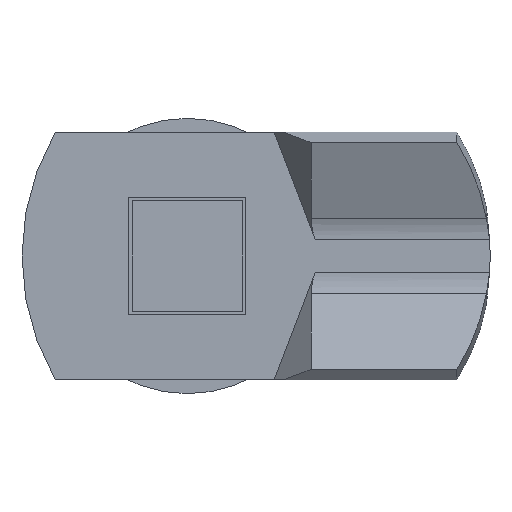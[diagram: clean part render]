
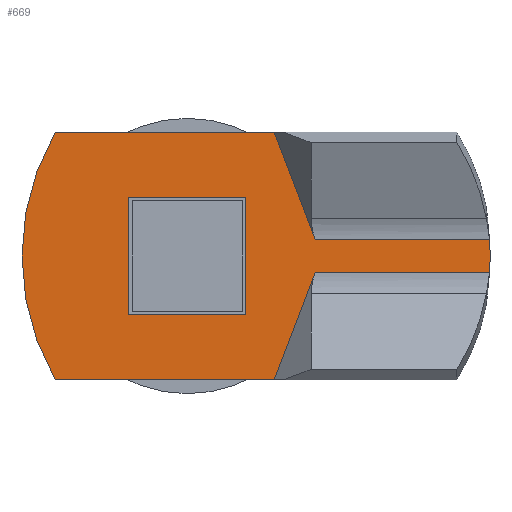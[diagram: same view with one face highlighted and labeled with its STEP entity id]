
A CAD part, front view. The second image highlights one B-rep face of the part: STEP entity #669.
In plain terms, the highlighted planar face has unit normal (0, -1, 0).
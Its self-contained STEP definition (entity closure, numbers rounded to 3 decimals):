
#35 = EDGE_CURVE ( 'NONE', #793, #474, #830, .T. ) ;
#37 = AXIS2_PLACEMENT_3D ( 'NONE', #378, #1382, #1690 ) ;
#78 = EDGE_CURVE ( 'NONE', #221, #793, #523, .T. ) ;
#93 = VECTOR ( 'NONE', #484, 1000. ) ;
#119 = CARTESIAN_POINT ( 'NONE',  ( 9.304, 0., 1.204 ) ) ;
#122 = VECTOR ( 'NONE', #1571, 1000. ) ;
#132 = CARTESIAN_POINT ( 'NONE',  ( -3.95, 0., 4.25 ) ) ;
#187 = CARTESIAN_POINT ( 'NONE',  ( -3.95, 0., -1.204 ) ) ;
#204 = ORIENTED_EDGE ( 'NONE', *, *, #522, .F. ) ;
#221 = VERTEX_POINT ( 'NONE', #1843 ) ;
#256 = CARTESIAN_POINT ( 'NONE',  ( 4.25, 0., -3.95 ) ) ;
#279 = CARTESIAN_POINT ( 'NONE',  ( 4., 0., 0. ) ) ;
#283 = CARTESIAN_POINT ( 'NONE',  ( -3.95, 0., -3.95 ) ) ;
#302 = EDGE_CURVE ( 'NONE', #581, #639, #653, .T. ) ;
#320 = ORIENTED_EDGE ( 'NONE', *, *, #1247, .F. ) ;
#340 = DIRECTION ( 'NONE',  ( 1., 0., 0. ) ) ;
#378 = CARTESIAN_POINT ( 'NONE',  ( 6., 0., 0. ) ) ;
#405 = VECTOR ( 'NONE', #1505, 1000. ) ;
#434 = CARTESIAN_POINT ( 'NONE',  ( -9.588, 0., -9. ) ) ;
#450 = DIRECTION ( 'NONE',  ( 0., 0., 1. ) ) ;
#473 = VERTEX_POINT ( 'NONE', #1249 ) ;
#474 = VERTEX_POINT ( 'NONE', #1110 ) ;
#484 = DIRECTION ( 'NONE',  ( -1., 0., 0. ) ) ;
#492 = VERTEX_POINT ( 'NONE', #1669 ) ;
#522 = EDGE_CURVE ( 'NONE', #905, #492, #1101, .T. ) ;
#523 = LINE ( 'NONE', #1377, #816 ) ;
#558 = DIRECTION ( 'NONE',  ( -1., 0., 0. ) ) ;
#573 = DIRECTION ( 'NONE',  ( 0., -1., 0. ) ) ;
#576 = ORIENTED_EDGE ( 'NONE', *, *, #670, .F. ) ;
#581 = VERTEX_POINT ( 'NONE', #1294 ) ;
#587 = VERTEX_POINT ( 'NONE', #1845 ) ;
#589 = DIRECTION ( 'NONE',  ( 1., 0., 0. ) ) ;
#599 = ORIENTED_EDGE ( 'NONE', *, *, #302, .F. ) ;
#620 = LINE ( 'NONE', #1192, #93 ) ;
#639 = VERTEX_POINT ( 'NONE', #725 ) ;
#647 = EDGE_CURVE ( 'NONE', #1627, #473, #1449, .T. ) ;
#653 = LINE ( 'NONE', #1076, #405 ) ;
#660 = DIRECTION ( 'NONE',  ( 1., 0., 0. ) ) ;
#662 = VECTOR ( 'NONE', #763, 1000. ) ;
#664 = CARTESIAN_POINT ( 'NONE',  ( 21.96, 0., -1.204 ) ) ;
#669 = ADVANCED_FACE ( 'NONE', ( #732, #699 ), #1702, .T. ) ;
#670 = EDGE_CURVE ( 'NONE', #639, #905, #1438, .T. ) ;
#699 = FACE_BOUND ( 'NONE', #1330, .T. ) ;
#716 = EDGE_CURVE ( 'NONE', #1039, #474, #984, .T. ) ;
#720 = VECTOR ( 'NONE', #340, 1000. ) ;
#722 = EDGE_CURVE ( 'NONE', #581, #1058, #1483, .T. ) ;
#725 = CARTESIAN_POINT ( 'NONE',  ( 6.321, 0., -9. ) ) ;
#732 = FACE_OUTER_BOUND ( 'NONE', #1492, .T. ) ;
#763 = DIRECTION ( 'NONE',  ( 0., 0., -1. ) ) ;
#793 = VERTEX_POINT ( 'NONE', #1489 ) ;
#816 = VECTOR ( 'NONE', #660, 1000. ) ;
#830 = LINE ( 'NONE', #256, #1436 ) ;
#844 = VECTOR ( 'NONE', #589, 1000. ) ;
#855 = CARTESIAN_POINT ( 'NONE',  ( 6.695, 0., 8.024 ) ) ;
#902 = LINE ( 'NONE', #1485, #662 ) ;
#905 = VERTEX_POINT ( 'NONE', #1611 ) ;
#929 = ORIENTED_EDGE ( 'NONE', *, *, #78, .F. ) ;
#935 = VECTOR ( 'NONE', #1310, 1000. ) ;
#947 = ORIENTED_EDGE ( 'NONE', *, *, #647, .T. ) ;
#961 = DIRECTION ( 'NONE',  ( 0., 0., 1. ) ) ;
#984 = LINE ( 'NONE', #132, #935 ) ;
#985 = AXIS2_PLACEMENT_3D ( 'NONE', #279, #1452, #450 ) ;
#988 = VECTOR ( 'NONE', #558, 1000. ) ;
#1039 = VERTEX_POINT ( 'NONE', #1468 ) ;
#1055 = LINE ( 'NONE', #1631, #720 ) ;
#1058 = VERTEX_POINT ( 'NONE', #664 ) ;
#1076 = CARTESIAN_POINT ( 'NONE',  ( 6.695, 0., -8.024 ) ) ;
#1101 = CIRCLE ( 'NONE', #37, 18. ) ;
#1110 = CARTESIAN_POINT ( 'NONE',  ( 4.25, 0., 4.25 ) ) ;
#1115 = EDGE_CURVE ( 'NONE', #1039, #221, #902, .T. ) ;
#1147 = DIRECTION ( 'NONE',  ( 0., 0., -1. ) ) ;
#1154 = CIRCLE ( 'NONE', #985, 18. ) ;
#1192 = CARTESIAN_POINT ( 'NONE',  ( -9.588, 0., 9. ) ) ;
#1247 = EDGE_CURVE ( 'NONE', #587, #1058, #1154, .T. ) ;
#1249 = CARTESIAN_POINT ( 'NONE',  ( 6.321, 0., 9. ) ) ;
#1294 = CARTESIAN_POINT ( 'NONE',  ( 9.304, 0., -1.204 ) ) ;
#1310 = DIRECTION ( 'NONE',  ( 1., 0., 0. ) ) ;
#1330 = EDGE_LOOP ( 'NONE', ( #1720, #1516, #929, #1369 ) ) ;
#1352 = ORIENTED_EDGE ( 'NONE', *, *, #1517, .F. ) ;
#1369 = ORIENTED_EDGE ( 'NONE', *, *, #1115, .F. ) ;
#1377 = CARTESIAN_POINT ( 'NONE',  ( -3.95, 0., -4.25 ) ) ;
#1382 = DIRECTION ( 'NONE',  ( 0., 1., 0. ) ) ;
#1436 = VECTOR ( 'NONE', #961, 1000. ) ;
#1438 = LINE ( 'NONE', #434, #988 ) ;
#1449 = LINE ( 'NONE', #855, #122 ) ;
#1452 = DIRECTION ( 'NONE',  ( 0., 1., 0. ) ) ;
#1468 = CARTESIAN_POINT ( 'NONE',  ( -4.25, 0., 4.25 ) ) ;
#1475 = AXIS2_PLACEMENT_3D ( 'NONE', #283, #573, #1147 ) ;
#1483 = LINE ( 'NONE', #187, #844 ) ;
#1485 = CARTESIAN_POINT ( 'NONE',  ( -4.25, 0., 0. ) ) ;
#1489 = CARTESIAN_POINT ( 'NONE',  ( 4.25, 0., -4.25 ) ) ;
#1492 = EDGE_LOOP ( 'NONE', ( #320, #1352, #947, #1510, #204, #576, #599, #1754 ) ) ;
#1501 = EDGE_CURVE ( 'NONE', #473, #492, #620, .T. ) ;
#1505 = DIRECTION ( 'NONE',  ( -0.357, 0., -0.934 ) ) ;
#1510 = ORIENTED_EDGE ( 'NONE', *, *, #1501, .T. ) ;
#1516 = ORIENTED_EDGE ( 'NONE', *, *, #35, .F. ) ;
#1517 = EDGE_CURVE ( 'NONE', #1627, #587, #1055, .T. ) ;
#1571 = DIRECTION ( 'NONE',  ( -0.357, 0., 0.934 ) ) ;
#1611 = CARTESIAN_POINT ( 'NONE',  ( -9.588, 0., -9. ) ) ;
#1627 = VERTEX_POINT ( 'NONE', #119 ) ;
#1631 = CARTESIAN_POINT ( 'NONE',  ( -3.95, 0., 1.204 ) ) ;
#1669 = CARTESIAN_POINT ( 'NONE',  ( -9.588, 0., 9. ) ) ;
#1690 = DIRECTION ( 'NONE',  ( 0., 0., 1. ) ) ;
#1702 = PLANE ( 'NONE',  #1475 ) ;
#1720 = ORIENTED_EDGE ( 'NONE', *, *, #716, .T. ) ;
#1754 = ORIENTED_EDGE ( 'NONE', *, *, #722, .T. ) ;
#1843 = CARTESIAN_POINT ( 'NONE',  ( -4.25, 0., -4.25 ) ) ;
#1845 = CARTESIAN_POINT ( 'NONE',  ( 21.96, 0., 1.204 ) ) ;
